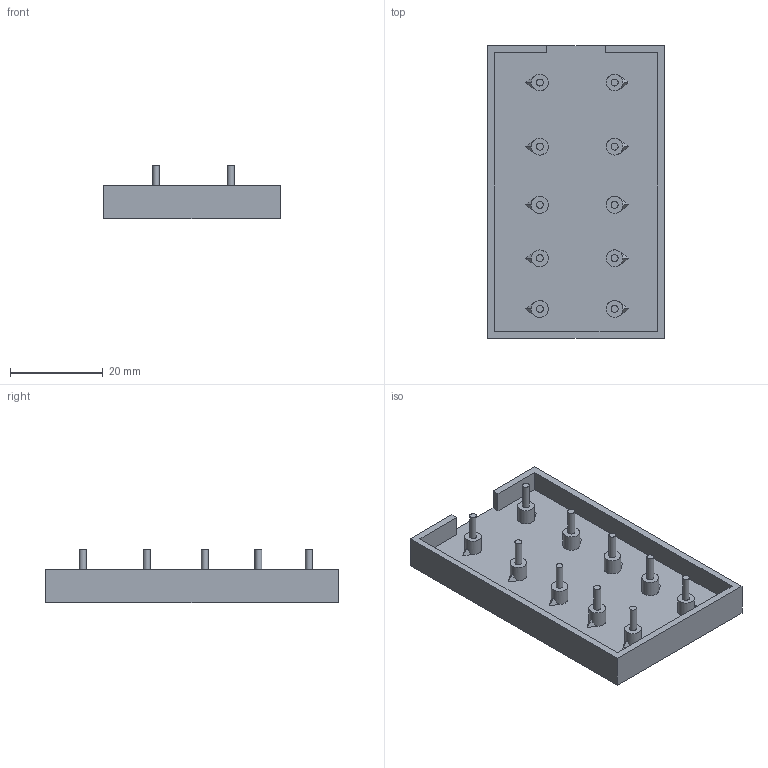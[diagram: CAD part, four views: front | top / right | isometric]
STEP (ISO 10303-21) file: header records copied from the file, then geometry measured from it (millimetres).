
FILE_DESCRIPTION(/* description */ (''),/* implementation_level */ '2;1');
FILE_NAME(/* name */ 'newtoppart v1.step',/* time_stamp */ '2024-09-07T00:42:16-05:00',/* author */ (''),/* organization */ (''),/* preprocessor_version */ 'ST-DEVELOPER v20',/* originating_system */ 'Autodesk Translation Framework v13.14.0.145',/* authorisation */ '');
FILE_SCHEMA (('AUTOMOTIVE_DESIGN { 1 0 10303 214 3 1 1 }'));
Length unit declared in the file: millimetre
Products named in the file (2): newtoppart; Component2
Assembly tree (1 placements, depth 2):
  newtoppart
    Component2
Bounding box: 38 x 63 x 11.55 mm (x, y, z)
Volume: 7932.8 mm3; surface area: 7629.9 mm2
Topology: 1 solids, 1 shells, 84 faces, 186 edges, 124 vertices
Faces by surface type: plane 64, cylinder 20
Full cylindrical faces by diameter (mm): 1.5 x10, 3.6 x10
Entity records: 2408 total; most frequent: DIRECTION 445, CARTESIAN_POINT 397, ORIENTED_EDGE 372, EDGE_CURVE 186, AXIS2_PLACEMENT_3D 172, VERTEX_POINT 124, EDGE_LOOP 104, LINE 101
